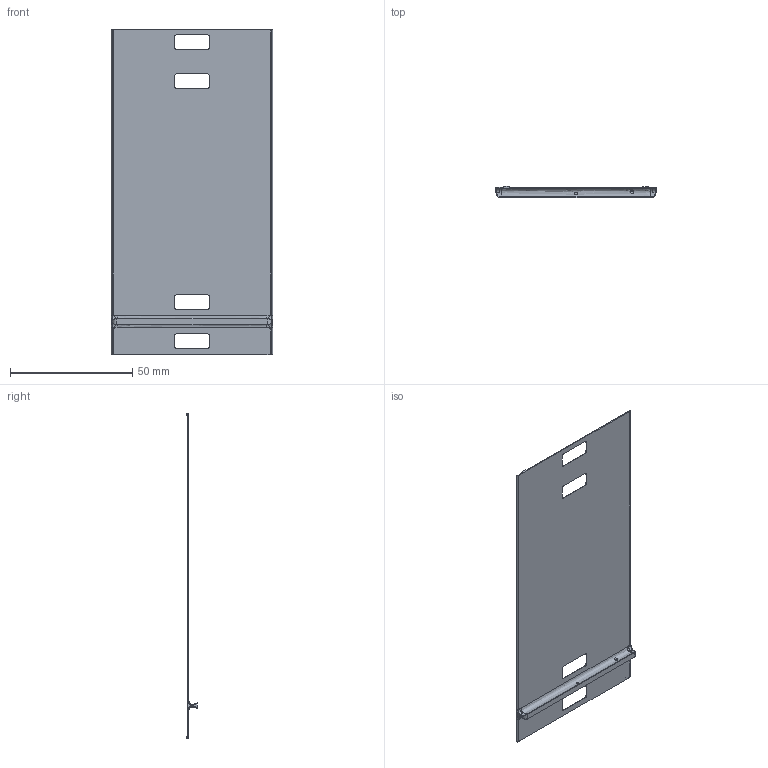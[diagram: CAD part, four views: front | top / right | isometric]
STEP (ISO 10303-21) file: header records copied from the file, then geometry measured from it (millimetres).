
FILE_DESCRIPTION (( 'STEP AP214' ), '1' );
FILE_NAME ('Frame Top.STEP', '2014-05-06T17:34:51', ( '' ), ( '' ), 'SwSTEP 2.0', 'SolidWorks 2013', '' );
FILE_SCHEMA (( 'AUTOMOTIVE_DESIGN' ));
Length unit declared in the file: millimetre
Products named in the file (1): Frame Top
Bounding box: 65.84 x 4.47 x 133.2 mm (x, y, z)
Volume: 3517.9 mm3; surface area: 17522.4 mm2
Topology: 1 solids, 1 shells, 99 faces, 292 edges, 198 vertices
Faces by surface type: plane 38, bspline 35, cylinder 22, sphere 4
Entity records: 15435 total; most frequent: CARTESIAN_POINT 13020, ORIENTED_EDGE 584, DIRECTION 356, EDGE_CURVE 292, VERTEX_POINT 198, LINE 134, VECTOR 134, AXIS2_PLACEMENT_3D 111
